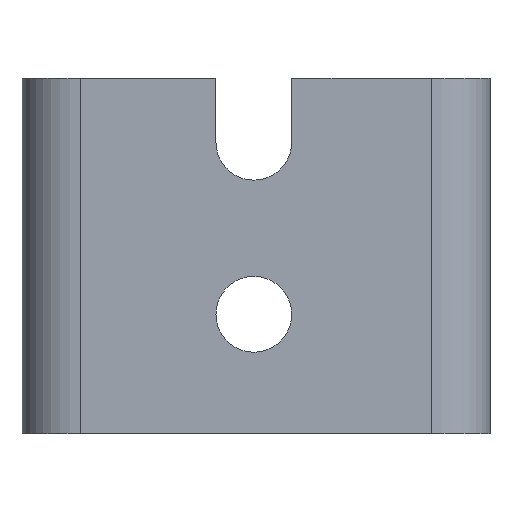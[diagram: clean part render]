
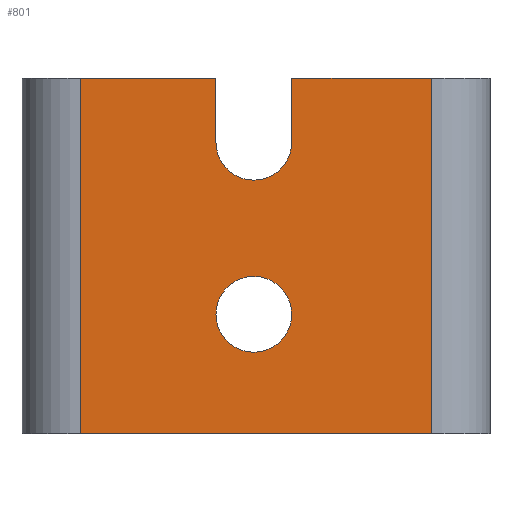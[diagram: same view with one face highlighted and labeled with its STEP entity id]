
A CAD part, front view. The second image highlights one B-rep face of the part: STEP entity #801.
In plain terms, the highlighted planar face has unit normal (0, -1, 0).
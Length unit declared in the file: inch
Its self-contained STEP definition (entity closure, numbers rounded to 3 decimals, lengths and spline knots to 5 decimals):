
#12 = VECTOR ( 'NONE', #793, 39.37008 ) ;
#20 = DIRECTION ( 'NONE',  ( 0., 0., -1. ) ) ;
#24 = EDGE_LOOP ( 'NONE', ( #57, #538, #746, #443, #816, #685, #163, #203, #395 ) ) ;
#41 = AXIS2_PLACEMENT_3D ( 'NONE', #266, #893, #980 ) ;
#48 = VERTEX_POINT ( 'NONE', #585 ) ;
#57 = ORIENTED_EDGE ( 'NONE', *, *, #399, .T. ) ;
#61 = VERTEX_POINT ( 'NONE', #105 ) ;
#77 = VERTEX_POINT ( 'NONE', #186 ) ;
#80 = EDGE_CURVE ( 'NONE', #295, #721, #670, .T. ) ;
#94 = VECTOR ( 'NONE', #20, 39.37008 ) ;
#100 = VERTEX_POINT ( 'NONE', #815 ) ;
#105 = CARTESIAN_POINT ( 'NONE',  ( 0.79509, 0., 0.28 ) ) ;
#118 = CARTESIAN_POINT ( 'NONE',  ( 0.92509, 0., 1. ) ) ;
#128 = EDGE_CURVE ( 'NONE', #77, #61, #669, .T. ) ;
#131 = DIRECTION ( 'NONE',  ( 0., 0., -1. ) ) ;
#135 = LINE ( 'NONE', #411, #94 ) ;
#152 = VERTEX_POINT ( 'NONE', #831 ) ;
#163 = ORIENTED_EDGE ( 'NONE', *, *, #510, .F. ) ;
#169 = VECTOR ( 'NONE', #340, 39.37008 ) ;
#186 = CARTESIAN_POINT ( 'NONE',  ( 0.79509, 0., 0.54 ) ) ;
#203 = ORIENTED_EDGE ( 'NONE', *, *, #593, .F. ) ;
#266 = CARTESIAN_POINT ( 'NONE',  ( 0.79509, 0., 1. ) ) ;
#269 = DIRECTION ( 'NONE',  ( 0., 0., -1. ) ) ;
#292 = LINE ( 'NONE', #485, #770 ) ;
#295 = VERTEX_POINT ( 'NONE', #605 ) ;
#318 = CARTESIAN_POINT ( 'NONE',  ( 1.40509, 0., 1.22 ) ) ;
#340 = DIRECTION ( 'NONE',  ( 1., 0., 0. ) ) ;
#359 = DIRECTION ( 'NONE',  ( 0., 0., 1. ) ) ;
#365 = ORIENTED_EDGE ( 'NONE', *, *, #868, .F. ) ;
#395 = ORIENTED_EDGE ( 'NONE', *, *, #519, .T. ) ;
#399 = EDGE_CURVE ( 'NONE', #890, #48, #292, .T. ) ;
#400 = CARTESIAN_POINT ( 'NONE',  ( 0.2, 0., 1.22 ) ) ;
#402 = LINE ( 'NONE', #955, #785 ) ;
#410 = EDGE_CURVE ( 'NONE', #721, #599, #402, .T. ) ;
#411 = CARTESIAN_POINT ( 'NONE',  ( 0.66509, 0., 1. ) ) ;
#443 = ORIENTED_EDGE ( 'NONE', *, *, #410, .F. ) ;
#452 = DIRECTION ( 'NONE',  ( 0., -1., 0. ) ) ;
#456 = CARTESIAN_POINT ( 'NONE',  ( 0.79509, 0., 0.41 ) ) ;
#471 = EDGE_CURVE ( 'NONE', #48, #989, #938, .T. ) ;
#475 = CARTESIAN_POINT ( 'NONE',  ( 1.40509, 0., 1.22 ) ) ;
#485 = CARTESIAN_POINT ( 'NONE',  ( 0., 0., 0. ) ) ;
#487 = VERTEX_POINT ( 'NONE', #400 ) ;
#510 = EDGE_CURVE ( 'NONE', #152, #100, #135, .T. ) ;
#515 = DIRECTION ( 'NONE',  ( 0., 1., 0. ) ) ;
#519 = EDGE_CURVE ( 'NONE', #487, #890, #713, .T. ) ;
#538 = ORIENTED_EDGE ( 'NONE', *, *, #471, .T. ) ;
#555 = DIRECTION ( 'NONE',  ( 1., 0., 0. ) ) ;
#564 = DIRECTION ( 'NONE',  ( 0., -1., 0. ) ) ;
#583 = CARTESIAN_POINT ( 'NONE',  ( 0., 0., 1.22 ) ) ;
#585 = CARTESIAN_POINT ( 'NONE',  ( 1.40509, 0., 0. ) ) ;
#593 = EDGE_CURVE ( 'NONE', #487, #152, #704, .T. ) ;
#599 = VERTEX_POINT ( 'NONE', #891 ) ;
#603 = AXIS2_PLACEMENT_3D ( 'NONE', #711, #564, #884 ) ;
#605 = CARTESIAN_POINT ( 'NONE',  ( 0.79509, 0., 0.87 ) ) ;
#615 = AXIS2_PLACEMENT_3D ( 'NONE', #456, #452, #923 ) ;
#621 = AXIS2_PLACEMENT_3D ( 'NONE', #995, #917, #131 ) ;
#628 = VECTOR ( 'NONE', #904, 39.37008 ) ;
#630 = EDGE_CURVE ( 'NONE', #100, #295, #874, .T. ) ;
#665 = EDGE_CURVE ( 'NONE', #599, #989, #902, .T. ) ;
#669 = CIRCLE ( 'NONE', #615, 0.13 ) ;
#670 = CIRCLE ( 'NONE', #41, 0.13 ) ;
#685 = ORIENTED_EDGE ( 'NONE', *, *, #630, .F. ) ;
#694 = FACE_OUTER_BOUND ( 'NONE', #24, .T. ) ;
#696 = CARTESIAN_POINT ( 'NONE',  ( 0.2, 0., 1.22 ) ) ;
#704 = LINE ( 'NONE', #807, #169 ) ;
#706 = AXIS2_PLACEMENT_3D ( 'NONE', #829, #515, #359 ) ;
#711 = CARTESIAN_POINT ( 'NONE',  ( 0.79509, 0., 1. ) ) ;
#713 = LINE ( 'NONE', #696, #810 ) ;
#721 = VERTEX_POINT ( 'NONE', #118 ) ;
#746 = ORIENTED_EDGE ( 'NONE', *, *, #665, .F. ) ;
#770 = VECTOR ( 'NONE', #555, 39.37008 ) ;
#771 = CIRCLE ( 'NONE', #621, 0.13 ) ;
#785 = VECTOR ( 'NONE', #871, 39.37008 ) ;
#793 = DIRECTION ( 'NONE',  ( 0., 0., 1. ) ) ;
#801 = ADVANCED_FACE ( 'NONE', ( #913, #694 ), #979, .F. ) ;
#807 = CARTESIAN_POINT ( 'NONE',  ( 0., 0., 1.22 ) ) ;
#810 = VECTOR ( 'NONE', #269, 39.37008 ) ;
#815 = CARTESIAN_POINT ( 'NONE',  ( 0.66509, 0., 1. ) ) ;
#816 = ORIENTED_EDGE ( 'NONE', *, *, #80, .F. ) ;
#829 = CARTESIAN_POINT ( 'NONE',  ( 0., 0., 1.22 ) ) ;
#831 = CARTESIAN_POINT ( 'NONE',  ( 0.66509, 0., 1.22 ) ) ;
#845 = CARTESIAN_POINT ( 'NONE',  ( 0.2, 0., 0. ) ) ;
#868 = EDGE_CURVE ( 'NONE', #61, #77, #771, .T. ) ;
#871 = DIRECTION ( 'NONE',  ( 0., 0., 1. ) ) ;
#874 = CIRCLE ( 'NONE', #603, 0.13 ) ;
#884 = DIRECTION ( 'NONE',  ( 0., 0., 1. ) ) ;
#890 = VERTEX_POINT ( 'NONE', #845 ) ;
#891 = CARTESIAN_POINT ( 'NONE',  ( 0.92509, 0., 1.22 ) ) ;
#893 = DIRECTION ( 'NONE',  ( 0., -1., 0. ) ) ;
#902 = LINE ( 'NONE', #583, #628 ) ;
#904 = DIRECTION ( 'NONE',  ( 1., 0., 0. ) ) ;
#913 = FACE_BOUND ( 'NONE', #932, .T. ) ;
#917 = DIRECTION ( 'NONE',  ( 0., -1., 0. ) ) ;
#923 = DIRECTION ( 'NONE',  ( 0., 0., -1. ) ) ;
#932 = EDGE_LOOP ( 'NONE', ( #365, #945 ) ) ;
#938 = LINE ( 'NONE', #318, #12 ) ;
#945 = ORIENTED_EDGE ( 'NONE', *, *, #128, .F. ) ;
#955 = CARTESIAN_POINT ( 'NONE',  ( 0.92509, 0., 1.22 ) ) ;
#979 = PLANE ( 'NONE',  #706 ) ;
#980 = DIRECTION ( 'NONE',  ( 0., 0., 1. ) ) ;
#989 = VERTEX_POINT ( 'NONE', #475 ) ;
#995 = CARTESIAN_POINT ( 'NONE',  ( 0.79509, 0., 0.41 ) ) ;
